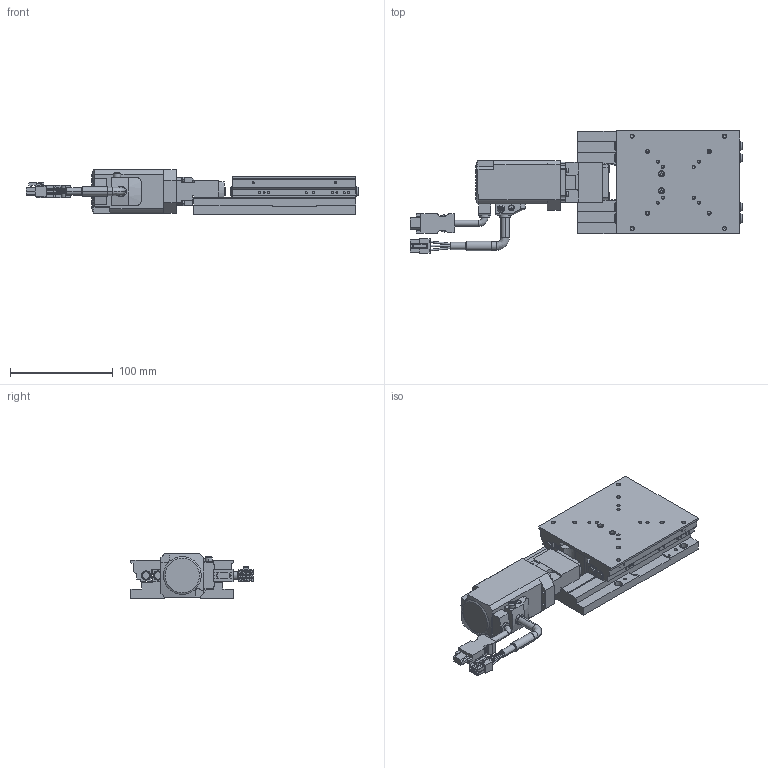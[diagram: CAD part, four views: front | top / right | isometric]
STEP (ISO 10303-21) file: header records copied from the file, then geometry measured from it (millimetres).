
FILE_DESCRIPTION( (''), '2;1');
FILE_NAME ('SXA1075-R01-AZ01.stp','2021-10-14T15:31:41',(''),(''),'spGate 17.5.5','','');
FILE_SCHEMA (('AUTOMOTIVE_DESIGN'));
Length unit declared in the file: millimetre
Products named in the file (3): Assembly; SXA1075-R01-AZ01-prt0; SXA1075-R01-AZ01-prt1
Assembly tree (2 placements, depth 2):
  Assembly
    SXA1075-R01-AZ01-prt0
    SXA1075-R01-AZ01-prt1
Bounding box: 323.4 x 118.9 x 43 mm (x, y, z)
Volume: 625350.3 mm3; surface area: 114602.3 mm2
Topology: 2 solids, 2 shells, 1264 faces, 3151 edges, 1955 vertices
Faces by surface type: plane 772, cylinder 332, bspline 159, sphere 1
Entity records: 63281 total; most frequent: CARTESIAN_POINT 9258, ORIENTED_EDGE 6142, DIRECTION 5728, COLOUR_RGB 4337, PRESENTATION_STYLE_ASSIGNMENT 4337, STYLED_ITEM 4337, EDGE_CURVE 3071, DRAUGHTING_PRE_DEFINED_CURVE_FONT 3071
